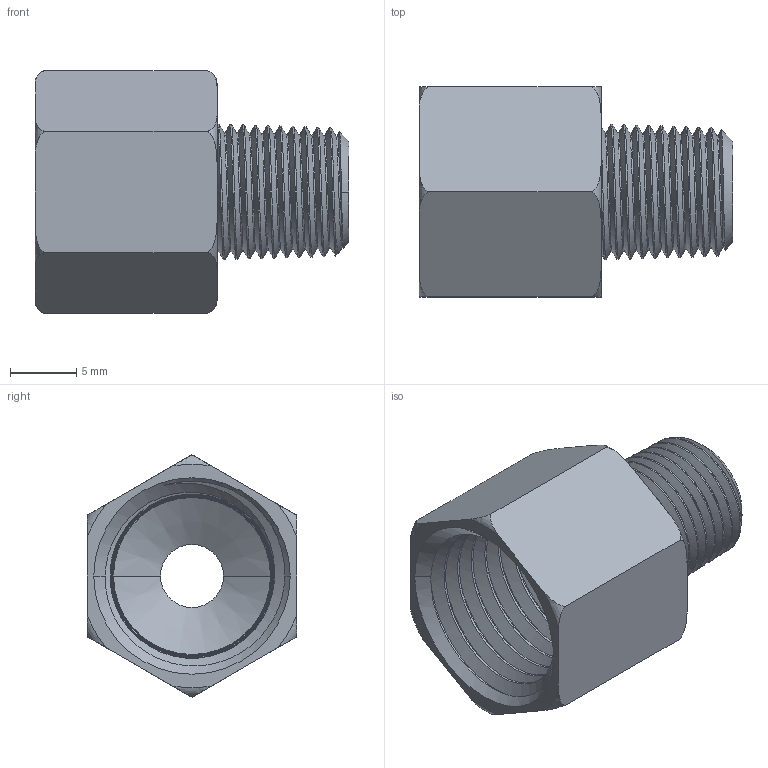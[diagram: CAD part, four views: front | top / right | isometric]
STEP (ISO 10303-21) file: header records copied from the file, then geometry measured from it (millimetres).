
FILE_DESCRIPTION(/* description */ (''),/* implementation_level */ '2;1');
FILE_NAME(/* name */ '120-N1-N2.stp',/* time_stamp */ '2024-01-23T10:10:30-05:00',/* author */ ('esanner'),/* organization */ (''),/* preprocessor_version */ 'ST-DEVELOPER v19',/* originating_system */ 'AutoCAD Mechanical',/* authorisation */ '');
FILE_SCHEMA (('AUTOMOTIVE_DESIGN { 1 0 10303 214 3 1 1 }'));
Length unit declared in the file: millimetre
Products named in the file (2): Product; 120-N1-N2
Assembly tree (1 placements, depth 2):
  Product
    120-N1-N2
Bounding box: 23.73 x 15.88 x 18.34 mm (x, y, z)
Volume: 1961.3 mm3; surface area: 2496.3 mm2
Topology: 1 solids, 1 shells, 70 faces, 197 edges, 131 vertices
Faces by surface type: cone 41, torus 12, plane 10, bspline 6, cylinder 1
Full cylindrical faces by diameter (mm): 4.763 x1
Entity records: 24565 total; most frequent: CARTESIAN_POINT 22920, ORIENTED_EDGE 396, DIRECTION 243, EDGE_CURVE 198, VERTEX_POINT 132, B_SPLINE_CURVE_WITH_KNOTS 114, AXIS2_PLACEMENT_3D 92, EDGE_LOOP 74
